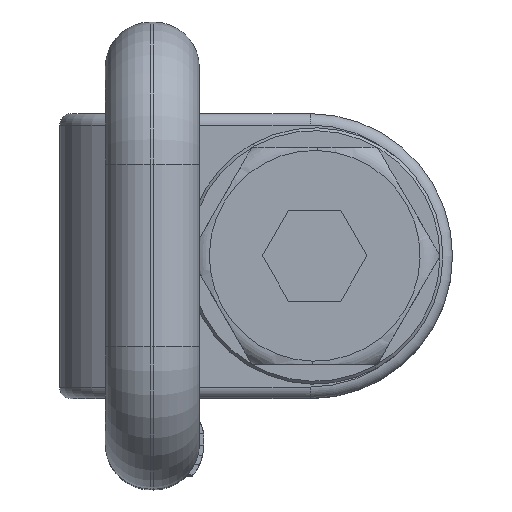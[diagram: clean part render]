
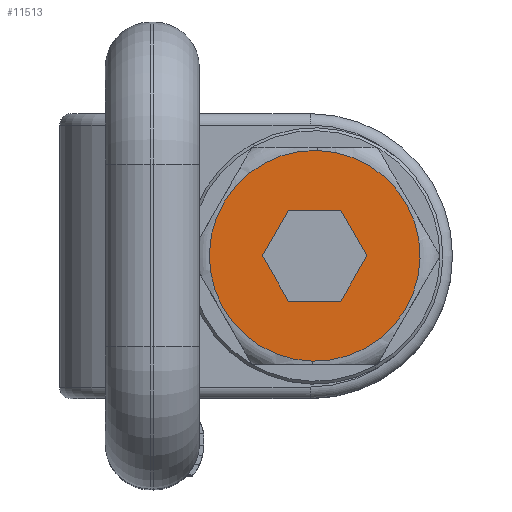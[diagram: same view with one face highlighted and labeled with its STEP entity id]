
A CAD part, top view. The second image highlights one B-rep face of the part: STEP entity #11513.
In plain terms, the highlighted face is planar.
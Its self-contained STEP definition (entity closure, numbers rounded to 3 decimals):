
#11006=CARTESIAN_POINT('Vertex',(0.4,-7.95,-4.59)) ;
#11009=CARTESIAN_POINT('Line Origine',(0.4,-3.975,-6.885)) ;
#11013=CARTESIAN_POINT('Vertex',(0.4,0.,-9.18)) ;
#11084=CARTESIAN_POINT('Vertex',(0.4,-7.95,4.59)) ;
#11087=CARTESIAN_POINT('Line Origine',(0.4,-7.95,0.)) ;
#11108=CARTESIAN_POINT('Vertex',(0.4,0.,9.18)) ;
#11111=CARTESIAN_POINT('Line Origine',(0.4,-3.975,6.885)) ;
#11132=CARTESIAN_POINT('Vertex',(0.4,7.95,4.59)) ;
#11135=CARTESIAN_POINT('Line Origine',(0.4,3.975,6.885)) ;
#11156=CARTESIAN_POINT('Vertex',(0.4,7.95,-4.59)) ;
#11159=CARTESIAN_POINT('Line Origine',(0.4,7.95,0.)) ;
#11176=CARTESIAN_POINT('Line Origine',(0.4,3.975,-6.885)) ;
#11482=CARTESIAN_POINT('Axis2P3D Location',(0.4,0.,0.)) ;
#11487=CARTESIAN_POINT('Axis2P3D Location',(0.4,0.,0.)) ;
#11491=CARTESIAN_POINT('Vertex',(0.4,18.492,-0.436)) ;
#11493=CARTESIAN_POINT('Vertex',(0.4,-18.492,0.436)) ;
#11496=CARTESIAN_POINT('Axis2P3D Location',(0.4,0.,0.)) ;
#11010=DIRECTION('Vector Direction',(0.,0.866,-0.5)) ;
#11088=DIRECTION('Vector Direction',(0.,0.,-1.)) ;
#11112=DIRECTION('Vector Direction',(0.,-0.866,-0.5)) ;
#11136=DIRECTION('Vector Direction',(0.,-0.866,0.5)) ;
#11160=DIRECTION('Vector Direction',(0.,0.,1.)) ;
#11177=DIRECTION('Vector Direction',(0.,0.866,0.5)) ;
#11483=DIRECTION('Axis2P3D Direction',(-1.,0.,0.)) ;
#11484=DIRECTION('Axis2P3D XDirection',(0.,1.,0.)) ;
#11488=DIRECTION('Axis2P3D Direction',(-1.,0.,0.)) ;
#11497=DIRECTION('Axis2P3D Direction',(-1.,0.,0.)) ;
#11485=AXIS2_PLACEMENT_3D('Plane Axis2P3D',#11482,#11483,#11484) ;
#11489=AXIS2_PLACEMENT_3D('Circle Axis2P3D',#11487,#11488,$) ;
#11498=AXIS2_PLACEMENT_3D('Circle Axis2P3D',#11496,#11497,$) ;
#11502=ORIENTED_EDGE('',*,*,#11495,.T.) ;
#11503=ORIENTED_EDGE('',*,*,#11500,.T.) ;
#11506=ORIENTED_EDGE('',*,*,#11180,.F.) ;
#11507=ORIENTED_EDGE('',*,*,#11015,.F.) ;
#11508=ORIENTED_EDGE('',*,*,#11091,.F.) ;
#11509=ORIENTED_EDGE('',*,*,#11115,.F.) ;
#11510=ORIENTED_EDGE('',*,*,#11139,.F.) ;
#11511=ORIENTED_EDGE('',*,*,#11163,.F.) ;
#11512=FACE_BOUND('',#11505,.T.) ;
#11011=VECTOR('Line Direction',#11010,1.) ;
#11089=VECTOR('Line Direction',#11088,1.) ;
#11113=VECTOR('Line Direction',#11112,1.) ;
#11137=VECTOR('Line Direction',#11136,1.) ;
#11161=VECTOR('Line Direction',#11160,1.) ;
#11178=VECTOR('Line Direction',#11177,1.) ;
#11513=ADVANCED_FACE('\X2\672C9AD4\X0\.2',(#11504,#11512),#11486,.F.) ;
#11490=CIRCLE('generated circle',#11489,18.497) ;
#11499=CIRCLE('generated circle',#11498,18.497) ;
#11015=EDGE_CURVE('',#11007,#11014,#11012,.T.) ;
#11091=EDGE_CURVE('',#11085,#11007,#11090,.T.) ;
#11115=EDGE_CURVE('',#11109,#11085,#11114,.T.) ;
#11139=EDGE_CURVE('',#11133,#11109,#11138,.T.) ;
#11163=EDGE_CURVE('',#11157,#11133,#11162,.T.) ;
#11180=EDGE_CURVE('',#11014,#11157,#11179,.T.) ;
#11495=EDGE_CURVE('',#11492,#11494,#11490,.F.) ;
#11500=EDGE_CURVE('',#11494,#11492,#11499,.F.) ;
#11501=EDGE_LOOP('',(#11502,#11503)) ;
#11505=EDGE_LOOP('',(#11506,#11507,#11508,#11509,#11510,#11511)) ;
#11504=FACE_OUTER_BOUND('',#11501,.T.) ;
#11012=LINE('Line',#11009,#11011) ;
#11090=LINE('Line',#11087,#11089) ;
#11114=LINE('Line',#11111,#11113) ;
#11138=LINE('Line',#11135,#11137) ;
#11162=LINE('Line',#11159,#11161) ;
#11179=LINE('Line',#11176,#11178) ;
#11486=PLANE('',#11485) ;
#11007=VERTEX_POINT('',#11006) ;
#11014=VERTEX_POINT('',#11013) ;
#11085=VERTEX_POINT('',#11084) ;
#11109=VERTEX_POINT('',#11108) ;
#11133=VERTEX_POINT('',#11132) ;
#11157=VERTEX_POINT('',#11156) ;
#11492=VERTEX_POINT('',#11491) ;
#11494=VERTEX_POINT('',#11493) ;
